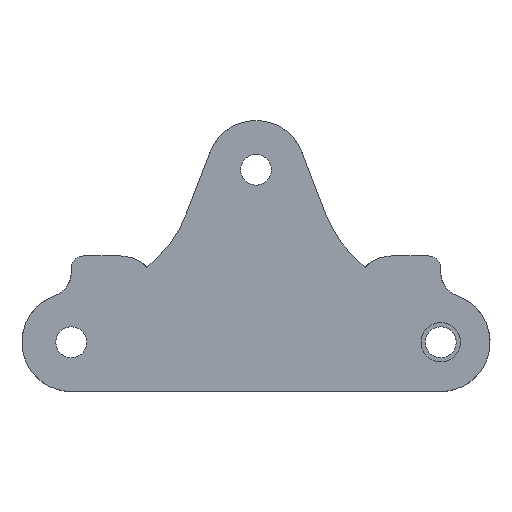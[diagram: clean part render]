
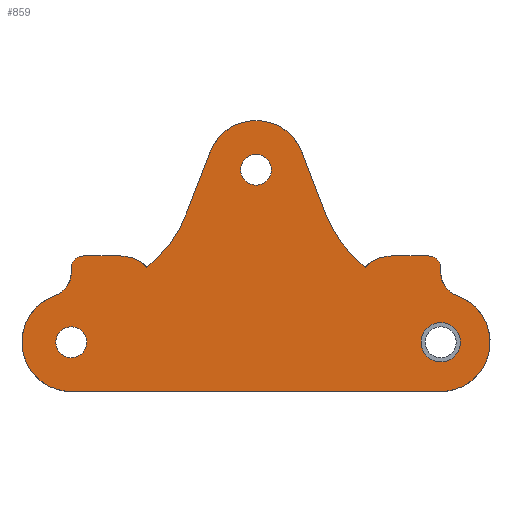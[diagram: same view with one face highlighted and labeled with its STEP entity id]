
A CAD part, front view. The second image highlights one B-rep face of the part: STEP entity #859.
In plain terms, the highlighted planar face has unit normal (0, -1, 0).
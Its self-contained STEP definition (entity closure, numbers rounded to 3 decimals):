
#24=FACE_BOUND('',#114,.T.);
#25=FACE_BOUND('',#115,.T.);
#26=FACE_BOUND('',#116,.T.);
#36=PLANE('',#934);
#66=FACE_OUTER_BOUND('',#113,.T.);
#113=EDGE_LOOP('',(#621,#622,#623,#624,#625,#626,#627,#628,#629,#630,#631,
#632,#633,#634,#635,#636,#637,#638));
#114=EDGE_LOOP('',(#639));
#115=EDGE_LOOP('',(#640));
#116=EDGE_LOOP('',(#641));
#162=LINE('',#1305,#236);
#184=LINE('',#1379,#258);
#185=LINE('',#1383,#259);
#186=LINE('',#1388,#260);
#187=LINE('',#1390,#261);
#188=LINE('',#1396,#262);
#189=LINE('',#1401,#263);
#236=VECTOR('',#1026,10.);
#258=VECTOR('',#1092,10.);
#259=VECTOR('',#1095,10.);
#260=VECTOR('',#1100,10.);
#261=VECTOR('',#1101,10.);
#262=VECTOR('',#1106,10.);
#263=VECTOR('',#1111,10.);
#307=CIRCLE('',#913,1.);
#319=CIRCLE('',#933,1.);
#320=CIRCLE('',#935,3.);
#321=CIRCLE('',#936,10.);
#322=CIRCLE('',#937,4.);
#323=CIRCLE('',#938,10.);
#324=CIRCLE('',#939,3.);
#325=CIRCLE('',#940,2.);
#326=CIRCLE('',#941,4.);
#327=CIRCLE('',#942,4.);
#328=CIRCLE('',#943,2.);
#329=CIRCLE('',#944,1.25);
#330=CIRCLE('',#945,1.6);
#331=CIRCLE('',#946,1.25);
#357=VERTEX_POINT('',#1295);
#358=VERTEX_POINT('',#1297);
#360=VERTEX_POINT('',#1303);
#386=VERTEX_POINT('',#1368);
#387=VERTEX_POINT('',#1370);
#388=VERTEX_POINT('',#1374);
#389=VERTEX_POINT('',#1376);
#390=VERTEX_POINT('',#1378);
#391=VERTEX_POINT('',#1380);
#392=VERTEX_POINT('',#1382);
#393=VERTEX_POINT('',#1384);
#394=VERTEX_POINT('',#1386);
#395=VERTEX_POINT('',#1389);
#396=VERTEX_POINT('',#1391);
#397=VERTEX_POINT('',#1393);
#398=VERTEX_POINT('',#1395);
#399=VERTEX_POINT('',#1397);
#400=VERTEX_POINT('',#1399);
#401=VERTEX_POINT('',#1402);
#402=VERTEX_POINT('',#1404);
#403=VERTEX_POINT('',#1406);
#443=EDGE_CURVE('',#357,#358,#307,.T.);
#447=EDGE_CURVE('',#357,#360,#162,.T.);
#479=EDGE_CURVE('',#386,#387,#319,.T.);
#481=EDGE_CURVE('',#388,#360,#320,.T.);
#482=EDGE_CURVE('',#388,#389,#321,.T.);
#483=EDGE_CURVE('',#389,#390,#184,.T.);
#484=EDGE_CURVE('',#391,#390,#322,.T.);
#485=EDGE_CURVE('',#391,#392,#185,.T.);
#486=EDGE_CURVE('',#393,#392,#323,.T.);
#487=EDGE_CURVE('',#394,#393,#324,.T.);
#488=EDGE_CURVE('',#394,#387,#186,.T.);
#489=EDGE_CURVE('',#386,#395,#187,.T.);
#490=EDGE_CURVE('',#396,#395,#325,.T.);
#491=EDGE_CURVE('',#397,#396,#326,.T.);
#492=EDGE_CURVE('',#397,#398,#188,.T.);
#493=EDGE_CURVE('',#399,#398,#327,.T.);
#494=EDGE_CURVE('',#399,#400,#328,.F.);
#495=EDGE_CURVE('',#400,#358,#189,.T.);
#496=EDGE_CURVE('',#401,#401,#329,.T.);
#497=EDGE_CURVE('',#402,#402,#330,.T.);
#498=EDGE_CURVE('',#403,#403,#331,.T.);
#621=ORIENTED_EDGE('',*,*,#443,.F.);
#622=ORIENTED_EDGE('',*,*,#447,.T.);
#623=ORIENTED_EDGE('',*,*,#481,.F.);
#624=ORIENTED_EDGE('',*,*,#482,.T.);
#625=ORIENTED_EDGE('',*,*,#483,.T.);
#626=ORIENTED_EDGE('',*,*,#484,.F.);
#627=ORIENTED_EDGE('',*,*,#485,.T.);
#628=ORIENTED_EDGE('',*,*,#486,.F.);
#629=ORIENTED_EDGE('',*,*,#487,.F.);
#630=ORIENTED_EDGE('',*,*,#488,.T.);
#631=ORIENTED_EDGE('',*,*,#479,.F.);
#632=ORIENTED_EDGE('',*,*,#489,.T.);
#633=ORIENTED_EDGE('',*,*,#490,.F.);
#634=ORIENTED_EDGE('',*,*,#491,.F.);
#635=ORIENTED_EDGE('',*,*,#492,.T.);
#636=ORIENTED_EDGE('',*,*,#493,.F.);
#637=ORIENTED_EDGE('',*,*,#494,.T.);
#638=ORIENTED_EDGE('',*,*,#495,.T.);
#639=ORIENTED_EDGE('',*,*,#496,.T.);
#640=ORIENTED_EDGE('',*,*,#497,.F.);
#641=ORIENTED_EDGE('',*,*,#498,.T.);
#859=ADVANCED_FACE('',(#66,#24,#25,#26),#36,.F.);
#913=AXIS2_PLACEMENT_3D('',#1298,#1019,#1020);
#933=AXIS2_PLACEMENT_3D('',#1371,#1083,#1084);
#934=AXIS2_PLACEMENT_3D('',#1373,#1086,#1087);
#935=AXIS2_PLACEMENT_3D('',#1375,#1088,#1089);
#936=AXIS2_PLACEMENT_3D('',#1377,#1090,#1091);
#937=AXIS2_PLACEMENT_3D('',#1381,#1093,#1094);
#938=AXIS2_PLACEMENT_3D('',#1385,#1096,#1097);
#939=AXIS2_PLACEMENT_3D('',#1387,#1098,#1099);
#940=AXIS2_PLACEMENT_3D('',#1392,#1102,#1103);
#941=AXIS2_PLACEMENT_3D('',#1394,#1104,#1105);
#942=AXIS2_PLACEMENT_3D('',#1398,#1107,#1108);
#943=AXIS2_PLACEMENT_3D('',#1400,#1109,#1110);
#944=AXIS2_PLACEMENT_3D('',#1403,#1112,#1113);
#945=AXIS2_PLACEMENT_3D('',#1405,#1114,#1115);
#946=AXIS2_PLACEMENT_3D('',#1407,#1116,#1117);
#1019=DIRECTION('center_axis',(0.,1.,0.));
#1020=DIRECTION('ref_axis',(0.707,0.,0.707));
#1026=DIRECTION('',(-1.,0.,0.));
#1083=DIRECTION('center_axis',(0.,1.,0.));
#1084=DIRECTION('ref_axis',(-0.707,0.,0.707));
#1086=DIRECTION('center_axis',(0.,1.,0.));
#1087=DIRECTION('ref_axis',(-1.,0.,0.));
#1088=DIRECTION('center_axis',(0.,1.,0.));
#1089=DIRECTION('ref_axis',(-0.707,0.,0.707));
#1090=DIRECTION('center_axis',(0.,1.,0.));
#1091=DIRECTION('ref_axis',(-1.,0.,0.));
#1092=DIRECTION('',(-0.359,0.,0.933));
#1093=DIRECTION('center_axis',(0.,1.,0.));
#1094=DIRECTION('ref_axis',(-1.,0.,0.));
#1095=DIRECTION('',(-0.359,0.,-0.933));
#1096=DIRECTION('center_axis',(0.,-1.,0.));
#1097=DIRECTION('ref_axis',(-1.,0.,0.));
#1098=DIRECTION('center_axis',(0.,1.,0.));
#1099=DIRECTION('ref_axis',(0.707,0.,0.707));
#1100=DIRECTION('',(-1.,0.,0.));
#1101=DIRECTION('',(0.,0.,-1.));
#1102=DIRECTION('center_axis',(0.,-1.,0.));
#1103=DIRECTION('ref_axis',(0.816,0.,-0.577));
#1104=DIRECTION('center_axis',(0.,1.,0.));
#1105=DIRECTION('ref_axis',(-1.,0.,0.));
#1106=DIRECTION('',(1.,0.,0.));
#1107=DIRECTION('center_axis',(0.,1.,0.));
#1108=DIRECTION('ref_axis',(-1.,0.,0.));
#1109=DIRECTION('center_axis',(0.,-1.,0.));
#1110=DIRECTION('ref_axis',(-0.816,0.,-0.577));
#1111=DIRECTION('',(0.,0.,1.));
#1112=DIRECTION('center_axis',(0.,1.,0.));
#1113=DIRECTION('ref_axis',(-1.,0.,0.));
#1114=DIRECTION('center_axis',(0.,-1.,0.));
#1115=DIRECTION('ref_axis',(-1.,0.,0.));
#1116=DIRECTION('center_axis',(0.,1.,0.));
#1117=DIRECTION('ref_axis',(-1.,0.,0.));
#1295=CARTESIAN_POINT('',(-38.1,87.8,-2.));
#1297=CARTESIAN_POINT('',(-37.1,87.8,-3.));
#1298=CARTESIAN_POINT('Origin',(-38.1,87.8,-3.));
#1303=CARTESIAN_POINT('',(-41.1,87.8,-2.));
#1305=CARTESIAN_POINT('',(-44.1,87.8,-2.));
#1368=CARTESIAN_POINT('',(-67.1,87.8,-3.));
#1370=CARTESIAN_POINT('',(-66.1,87.8,-2.));
#1371=CARTESIAN_POINT('Origin',(-66.1,87.8,-3.));
#1373=CARTESIAN_POINT('Origin',(-37.1,87.8,-9.));
#1374=CARTESIAN_POINT('',(-43.238,87.8,-2.895));
#1375=CARTESIAN_POINT('Origin',(-41.1,87.8,-5.));
#1376=CARTESIAN_POINT('',(-46.462,87.8,1.484));
#1377=CARTESIAN_POINT('Origin',(-37.1,87.8,5.));
#1378=CARTESIAN_POINT('',(-48.367,87.8,6.436));
#1379=CARTESIAN_POINT('',(-46.404,87.8,1.335));
#1380=CARTESIAN_POINT('',(-55.833,87.8,6.436));
#1381=CARTESIAN_POINT('Origin',(-52.1,87.8,5.));
#1382=CARTESIAN_POINT('',(-57.767,87.8,1.41));
#1383=CARTESIAN_POINT('',(-55.833,87.8,6.436));
#1384=CARTESIAN_POINT('',(-60.962,87.8,-2.895));
#1385=CARTESIAN_POINT('Origin',(-67.1,87.8,5.));
#1386=CARTESIAN_POINT('',(-63.1,87.8,-2.));
#1387=CARTESIAN_POINT('Origin',(-63.1,87.8,-5.));
#1388=CARTESIAN_POINT('',(-60.1,87.8,-2.));
#1389=CARTESIAN_POINT('',(-67.1,87.8,-3.343));
#1390=CARTESIAN_POINT('',(-67.1,87.8,-2.));
#1391=CARTESIAN_POINT('',(-68.433,87.8,-5.229));
#1392=CARTESIAN_POINT('Origin',(-69.1,87.8,-3.343));
#1393=CARTESIAN_POINT('',(-67.1,87.8,-13.));
#1394=CARTESIAN_POINT('Origin',(-67.1,87.8,-9.));
#1395=CARTESIAN_POINT('',(-37.1,87.8,-13.));
#1396=CARTESIAN_POINT('',(-67.1,87.8,-13.));
#1397=CARTESIAN_POINT('',(-35.767,87.8,-5.229));
#1398=CARTESIAN_POINT('Origin',(-37.1,87.8,-9.));
#1399=CARTESIAN_POINT('',(-37.1,87.8,-3.343));
#1400=CARTESIAN_POINT('Origin',(-35.1,87.8,-3.343));
#1401=CARTESIAN_POINT('',(-37.1,87.8,-2.));
#1402=CARTESIAN_POINT('',(-65.85,87.8,-9.));
#1403=CARTESIAN_POINT('Origin',(-67.1,87.8,-9.));
#1404=CARTESIAN_POINT('',(-35.5,87.8,-9.));
#1405=CARTESIAN_POINT('Origin',(-37.1,87.8,-9.));
#1406=CARTESIAN_POINT('',(-50.85,87.8,5.));
#1407=CARTESIAN_POINT('Origin',(-52.1,87.8,5.));
